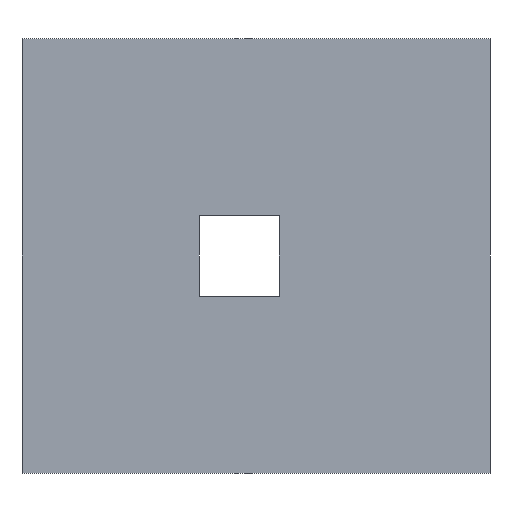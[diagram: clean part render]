
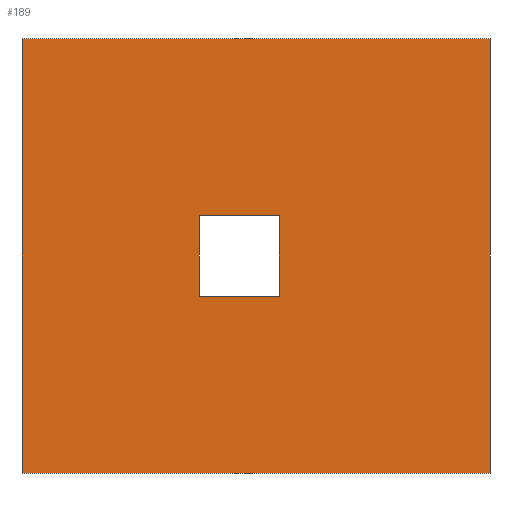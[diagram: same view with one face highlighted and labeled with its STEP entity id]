
A CAD part, front view. The second image highlights one B-rep face of the part: STEP entity #189.
In plain terms, the highlighted planar face has unit normal (0, -1, 0).
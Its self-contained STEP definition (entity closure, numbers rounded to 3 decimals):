
#19=FACE_BOUND('',#32,.T.);
#21=FACE_OUTER_BOUND('',#31,.T.);
#31=EDGE_LOOP('',(#131,#132,#133,#134));
#32=EDGE_LOOP('',(#135,#136,#137,#138));
#43=LINE('',#268,#67);
#44=LINE('',#270,#68);
#45=LINE('',#272,#69);
#46=LINE('',#273,#70);
#47=LINE('',#276,#71);
#48=LINE('',#278,#72);
#49=LINE('',#280,#73);
#50=LINE('',#281,#74);
#67=VECTOR('',#219,10.);
#68=VECTOR('',#220,10.);
#69=VECTOR('',#221,10.);
#70=VECTOR('',#222,10.);
#71=VECTOR('',#223,10.);
#72=VECTOR('',#224,10.);
#73=VECTOR('',#225,10.);
#74=VECTOR('',#226,10.);
#91=VERTEX_POINT('',#266);
#92=VERTEX_POINT('',#267);
#93=VERTEX_POINT('',#269);
#94=VERTEX_POINT('',#271);
#95=VERTEX_POINT('',#274);
#96=VERTEX_POINT('',#275);
#97=VERTEX_POINT('',#277);
#98=VERTEX_POINT('',#279);
#107=EDGE_CURVE('',#91,#92,#43,.T.);
#108=EDGE_CURVE('',#93,#91,#44,.T.);
#109=EDGE_CURVE('',#94,#93,#45,.T.);
#110=EDGE_CURVE('',#92,#94,#46,.T.);
#111=EDGE_CURVE('',#95,#96,#47,.T.);
#112=EDGE_CURVE('',#97,#95,#48,.T.);
#113=EDGE_CURVE('',#98,#97,#49,.T.);
#114=EDGE_CURVE('',#96,#98,#50,.T.);
#131=ORIENTED_EDGE('',*,*,#107,.F.);
#132=ORIENTED_EDGE('',*,*,#108,.F.);
#133=ORIENTED_EDGE('',*,*,#109,.F.);
#134=ORIENTED_EDGE('',*,*,#110,.F.);
#135=ORIENTED_EDGE('',*,*,#111,.F.);
#136=ORIENTED_EDGE('',*,*,#112,.F.);
#137=ORIENTED_EDGE('',*,*,#113,.F.);
#138=ORIENTED_EDGE('',*,*,#114,.F.);
#179=PLANE('',#202);
#189=ADVANCED_FACE('',(#21,#19),#179,.F.);
#202=AXIS2_PLACEMENT_3D('',#265,#217,#218);
#217=DIRECTION('center_axis',(0.,1.,0.));
#218=DIRECTION('ref_axis',(0.,0.,1.));
#219=DIRECTION('',(1.,0.,0.));
#220=DIRECTION('',(0.,0.,1.));
#221=DIRECTION('',(-1.,0.,0.));
#222=DIRECTION('',(0.,0.,-1.));
#223=DIRECTION('',(0.,0.,1.));
#224=DIRECTION('',(1.,0.,0.));
#225=DIRECTION('',(0.,0.,-1.));
#226=DIRECTION('',(-1.,0.,0.));
#265=CARTESIAN_POINT('Origin',(275.,20.,275.));
#266=CARTESIAN_POINT('',(-50.,20.,600.));
#267=CARTESIAN_POINT('',(650.,20.,600.));
#268=CARTESIAN_POINT('',(112.5,20.,600.));
#269=CARTESIAN_POINT('',(-50.,20.,-50.));
#270=CARTESIAN_POINT('',(-50.,20.,112.5));
#271=CARTESIAN_POINT('',(650.,20.,-50.));
#272=CARTESIAN_POINT('',(437.5,20.,-50.));
#273=CARTESIAN_POINT('',(650.,20.,437.5));
#274=CARTESIAN_POINT('',(335.,20.,215.));
#275=CARTESIAN_POINT('',(335.,20.,335.));
#276=CARTESIAN_POINT('',(335.,20.,215.));
#277=CARTESIAN_POINT('',(215.,20.,215.));
#278=CARTESIAN_POINT('',(215.,20.,215.));
#279=CARTESIAN_POINT('',(215.,20.,335.));
#280=CARTESIAN_POINT('',(215.,20.,335.));
#281=CARTESIAN_POINT('',(335.,20.,335.));
